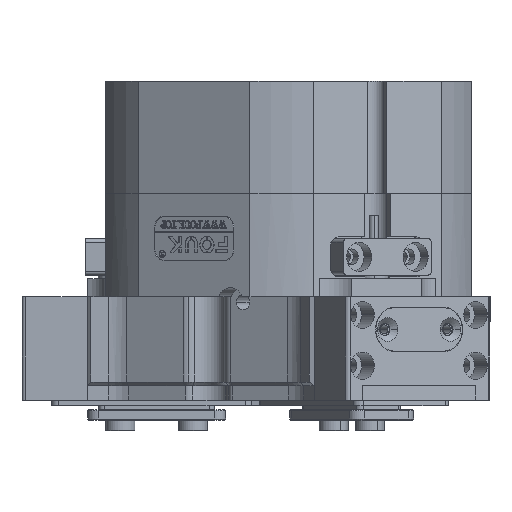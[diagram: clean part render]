
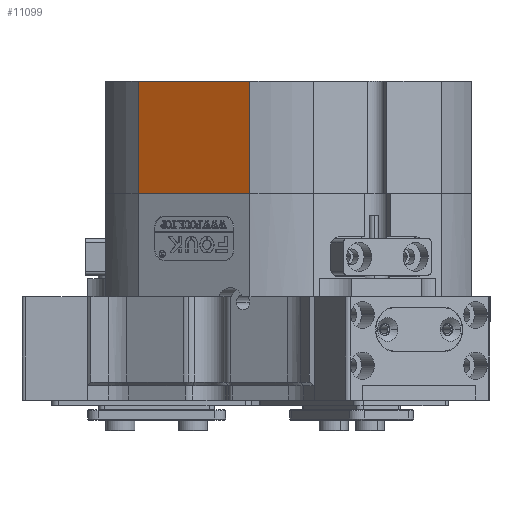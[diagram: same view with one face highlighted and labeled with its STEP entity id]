
A CAD part, front view. The second image highlights one B-rep face of the part: STEP entity #11099.
In plain terms, the highlighted face is planar.
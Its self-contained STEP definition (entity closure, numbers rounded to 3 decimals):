
#778 = CARTESIAN_POINT ( 'NONE',  ( 35.293, -40.87, 0. ) ) ;
#1761 = ORIENTED_EDGE ( 'NONE', *, *, #16932, .T. ) ;
#1791 = VECTOR ( 'NONE', #32007, 1000. ) ;
#7936 = DIRECTION ( 'NONE',  ( 0.5, 0.866, 0. ) ) ;
#9802 = DIRECTION ( 'NONE',  ( 0., 0., 1. ) ) ;
#11099 = ADVANCED_FACE ( 'NONE', ( #43408 ), #57938, .F. ) ;
#11279 = CARTESIAN_POINT ( 'NONE',  ( 53.041, -10.13, 0. ) ) ;
#12023 = DIRECTION ( 'NONE',  ( -0.5, -0.866, 0. ) ) ;
#12713 = CARTESIAN_POINT ( 'NONE',  ( 53.041, -10.13, 31. ) ) ;
#16337 = CARTESIAN_POINT ( 'NONE',  ( 35.293, -40.87, 31. ) ) ;
#16814 = EDGE_CURVE ( 'NONE', #21747, #44893, #55560, .T. ) ;
#16932 = EDGE_CURVE ( 'NONE', #41353, #45954, #38305, .T. ) ;
#19576 = CARTESIAN_POINT ( 'NONE',  ( 53.041, -10.13, 31. ) ) ;
#21546 = CARTESIAN_POINT ( 'NONE',  ( 30.487, -49.195, 31. ) ) ;
#21747 = VERTEX_POINT ( 'NONE', #16337 ) ;
#23405 = AXIS2_PLACEMENT_3D ( 'NONE', #34837, #35238, #12023 ) ;
#23959 = ORIENTED_EDGE ( 'NONE', *, *, #16814, .T. ) ;
#24734 = VECTOR ( 'NONE', #7936, 1000. ) ;
#28135 = EDGE_CURVE ( 'NONE', #44893, #41353, #32774, .T. ) ;
#28968 = VECTOR ( 'NONE', #9802, 1000. ) ;
#32007 = DIRECTION ( 'NONE',  ( 0., 0., -1. ) ) ;
#32774 = LINE ( 'NONE', #49974, #55799 ) ;
#34772 = LINE ( 'NONE', #21546, #24734 ) ;
#34837 = CARTESIAN_POINT ( 'NONE',  ( 30.487, -49.195, 31.001 ) ) ;
#35238 = DIRECTION ( 'NONE',  ( -0.866, 0.5, 0. ) ) ;
#36967 = EDGE_LOOP ( 'NONE', ( #1761, #52128, #23959, #46713 ) ) ;
#37222 = CARTESIAN_POINT ( 'NONE',  ( 35.293, -40.87, 31. ) ) ;
#38305 = LINE ( 'NONE', #19576, #28968 ) ;
#41156 = DIRECTION ( 'NONE',  ( 0.5, 0.866, 0. ) ) ;
#41353 = VERTEX_POINT ( 'NONE', #11279 ) ;
#43408 = FACE_OUTER_BOUND ( 'NONE', #36967, .T. ) ;
#44893 = VERTEX_POINT ( 'NONE', #778 ) ;
#45954 = VERTEX_POINT ( 'NONE', #12713 ) ;
#46713 = ORIENTED_EDGE ( 'NONE', *, *, #28135, .T. ) ;
#49974 = CARTESIAN_POINT ( 'NONE',  ( 30.487, -49.195, 0. ) ) ;
#52128 = ORIENTED_EDGE ( 'NONE', *, *, #57297, .F. ) ;
#55560 = LINE ( 'NONE', #37222, #1791 ) ;
#55799 = VECTOR ( 'NONE', #41156, 1000. ) ;
#57297 = EDGE_CURVE ( 'NONE', #21747, #45954, #34772, .T. ) ;
#57938 = PLANE ( 'NONE',  #23405 ) ;
